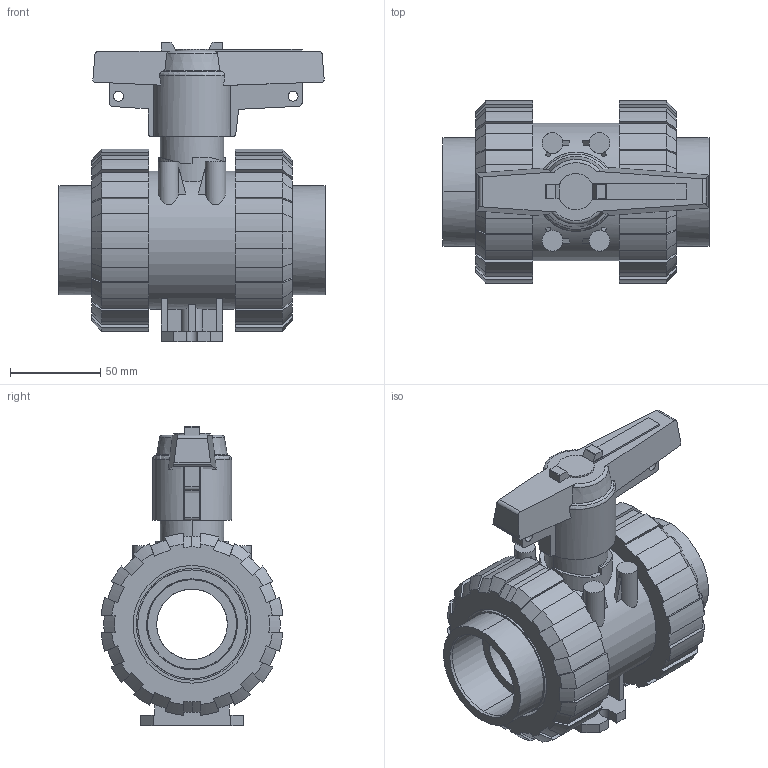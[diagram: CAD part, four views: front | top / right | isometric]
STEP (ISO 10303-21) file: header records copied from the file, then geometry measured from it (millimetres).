
FILE_DESCRIPTION(('STEP AP214'),'1');
FILE_NAME('cctmp_3C3B15E3-0C10-4CD6-9827-61528816CC6B_2021_10_20_12_51_28_0961..stp','2021-10-20T10:51:29',('Praher Valves GmbH'),('CADClick - www.CADClick.com'),'Spatial InterOp 3D',' ','unknown authorization');
FILE_SCHEMA(('AUTOMOTIVE_DESIGN'));
Length unit declared in the file: millimetre
Products named in the file (7): cc_unnamed; 210116_5; 210116_4; 210116_3; 210116_2; 210116_1; 210116
Assembly tree (6 placements, depth 2):
  cc_unnamed
    210116_5
    210116_4
    210116_3
    210116_2
    210116_1
    210116
Bounding box: 147 x 100.56 x 165.37 mm (x, y, z)
Volume: 652795.4 mm3; surface area: 165401.1 mm2
Topology: 6 solids, 6 shells, 456 faces, 1296 edges, 862 vertices
Faces by surface type: plane 222, cylinder 122, cone 80, bspline 24, torus 8
Entity records: 19801 total; most frequent: CARTESIAN_POINT 4344, ORIENTED_EDGE 2592, DIRECTION 2338, EDGE_CURVE 1296, VERTEX_POINT 862, AXIS2_PLACEMENT_3D 837, LINE 664, VECTOR 664
